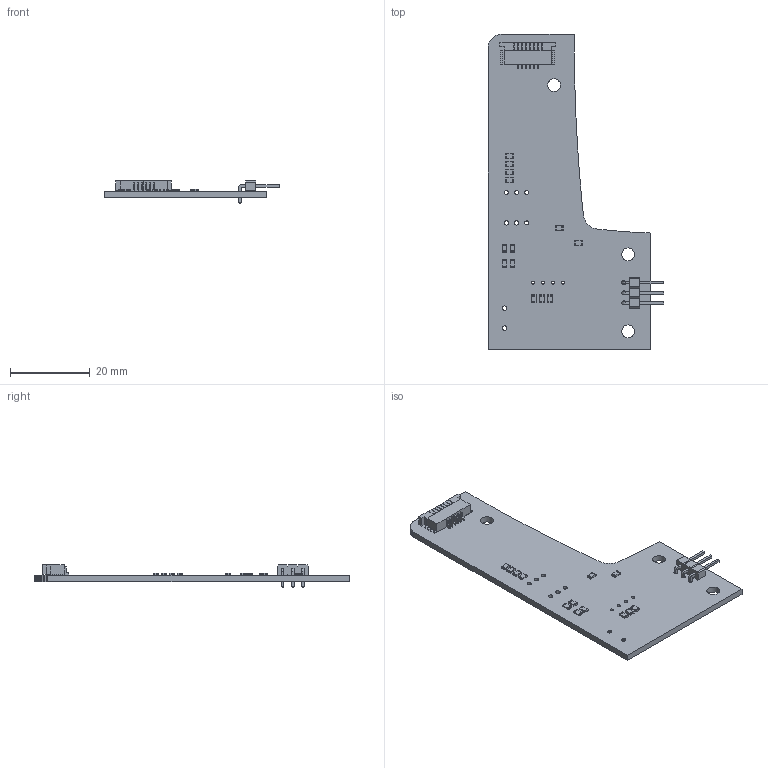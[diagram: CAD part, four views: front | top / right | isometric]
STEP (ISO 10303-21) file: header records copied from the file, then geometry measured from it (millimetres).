
FILE_DESCRIPTION(('KiCad electronic assembly'),'2;1');
FILE_NAME('Controller_body.step','2023-05-22T14:49:31',('Pcbnew'),( 'Kicad'),'Open CASCADE STEP processor 7.6','KiCad to STEP converter' ,'Unknown');
FILE_SCHEMA(('AUTOMOTIVE_DESIGN { 1 0 10303 214 1 1 1 1 }'));
Length unit declared in the file: millimetre
Products named in the file (8): Controller_body 1; R_0805_2012Metric; SOLID; TE_84953-6_1x06-1MP_P1.0mm_Horizontal; PinHeader_1x03_P2.54mm_Horizontal; PCB
Assembly tree (19 placements, depth 3):
  Controller_body 1
    R_0805_2012Metric  x13
      SOLID
    TE_84953-6_1x06-1MP_P1.0mm_Horizontal
      SOLID
    PinHeader_1x03_P2.54mm_Horizontal
      SOLID
    PCB
Bounding box: 44.02 x 78.99 x 5.56 mm (x, y, z)
Volume: 3830.7 mm3; surface area: 5628.1 mm2
Topology: 16 solids, 16 shells, 682 faces, 1815 edges, 1174 vertices
Faces by surface type: plane 546, cylinder 123, extrusion 13
Full cylindrical faces by diameter (mm): 0.762 x4, 1 x7, 1.1 x2, 3.2 x3
Entity records: 26536 total; most frequent: CARTESIAN_POINT 4355, DIRECTION 3709, VECTOR 2833, LINE 2820, ORIENTED_EDGE 1998, PCURVE 1998, DEFINITIONAL_REPRESENTATION 1998, EDGE_CURVE 999
